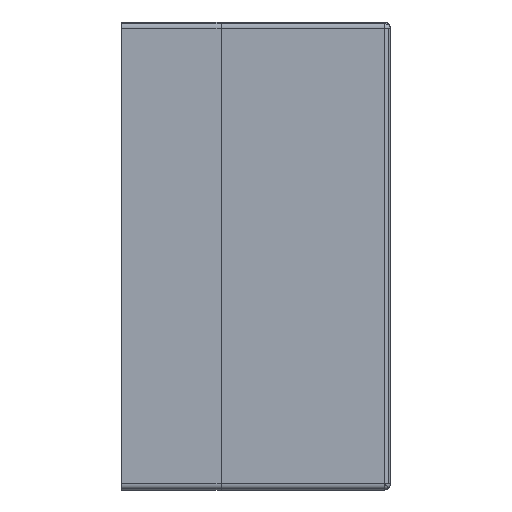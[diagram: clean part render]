
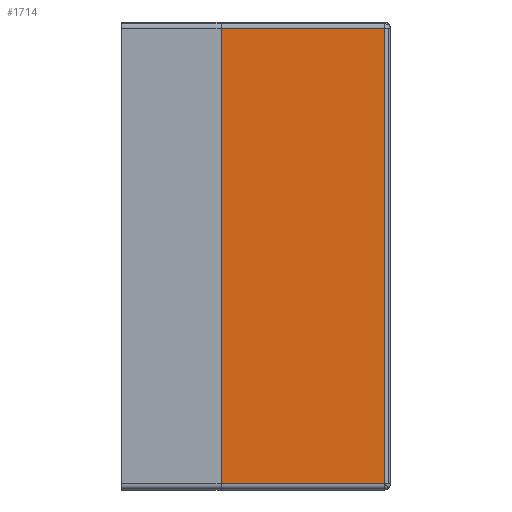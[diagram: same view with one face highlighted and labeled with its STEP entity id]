
A CAD part, front view. The second image highlights one B-rep face of the part: STEP entity #1714.
In plain terms, the highlighted planar face has unit normal (0, -1, 0).
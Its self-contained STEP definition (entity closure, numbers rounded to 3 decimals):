
#216 = LINE ( 'NONE', #3189, #6474 ) ;
#292 = CARTESIAN_POINT ( 'NONE',  ( 11.5, -102.2, -54.7 ) ) ;
#511 = CARTESIAN_POINT ( 'NONE',  ( 11.5, -102.2, -54.7 ) ) ;
#979 = CARTESIAN_POINT ( 'NONE',  ( 50., -102.2, 26.6 ) ) ;
#987 = CARTESIAN_POINT ( 'NONE',  ( 50., -102.2, 52.7 ) ) ;
#1076 = VECTOR ( 'NONE', #1972, 1000. ) ;
#1424 = VECTOR ( 'NONE', #4572, 1000. ) ;
#1446 = LINE ( 'NONE', #5485, #2330 ) ;
#1531 = CARTESIAN_POINT ( 'NONE',  ( 50., -102.2, -54.7 ) ) ;
#1714 = ADVANCED_FACE ( 'NONE', ( #3611 ), #6112, .T. ) ;
#1972 = DIRECTION ( 'NONE',  ( -1., 0., 0. ) ) ;
#2330 = VECTOR ( 'NONE', #3031, 1000. ) ;
#2508 = EDGE_CURVE ( 'NONE', #5549, #3406, #216, .T. ) ;
#2560 = ORIENTED_EDGE ( 'NONE', *, *, #3509, .F. ) ;
#2571 = LINE ( 'NONE', #979, #1424 ) ;
#2726 = DIRECTION ( 'NONE',  ( 0., 0., -1. ) ) ;
#3031 = DIRECTION ( 'NONE',  ( 1., 0., 0. ) ) ;
#3180 = DIRECTION ( 'NONE',  ( 0., 0., -1. ) ) ;
#3189 = CARTESIAN_POINT ( 'NONE',  ( 11.5, -102.2, 54.2 ) ) ;
#3346 = ORIENTED_EDGE ( 'NONE', *, *, #2508, .T. ) ;
#3406 = VERTEX_POINT ( 'NONE', #292 ) ;
#3509 = EDGE_CURVE ( 'NONE', #5549, #5646, #1446, .T. ) ;
#3611 = FACE_OUTER_BOUND ( 'NONE', #5970, .T. ) ;
#3878 = VERTEX_POINT ( 'NONE', #1531 ) ;
#4172 = CARTESIAN_POINT ( 'NONE',  ( 11.5, -102.2, 54.2 ) ) ;
#4347 = ORIENTED_EDGE ( 'NONE', *, *, #5024, .F. ) ;
#4572 = DIRECTION ( 'NONE',  ( 0., 0., -1. ) ) ;
#4652 = LINE ( 'NONE', #511, #1076 ) ;
#5024 = EDGE_CURVE ( 'NONE', #3878, #3406, #4652, .T. ) ;
#5395 = ORIENTED_EDGE ( 'NONE', *, *, #6217, .F. ) ;
#5485 = CARTESIAN_POINT ( 'NONE',  ( 11.5, -102.2, 52.7 ) ) ;
#5549 = VERTEX_POINT ( 'NONE', #5698 ) ;
#5646 = VERTEX_POINT ( 'NONE', #987 ) ;
#5698 = CARTESIAN_POINT ( 'NONE',  ( 11.5, -102.2, 52.7 ) ) ;
#5970 = EDGE_LOOP ( 'NONE', ( #5395, #2560, #3346, #4347 ) ) ;
#5978 = AXIS2_PLACEMENT_3D ( 'NONE', #4172, #6172, #3180 ) ;
#6112 = PLANE ( 'NONE',  #5978 ) ;
#6172 = DIRECTION ( 'NONE',  ( 0., -1., 0. ) ) ;
#6217 = EDGE_CURVE ( 'NONE', #5646, #3878, #2571, .T. ) ;
#6474 = VECTOR ( 'NONE', #2726, 1000. ) ;
